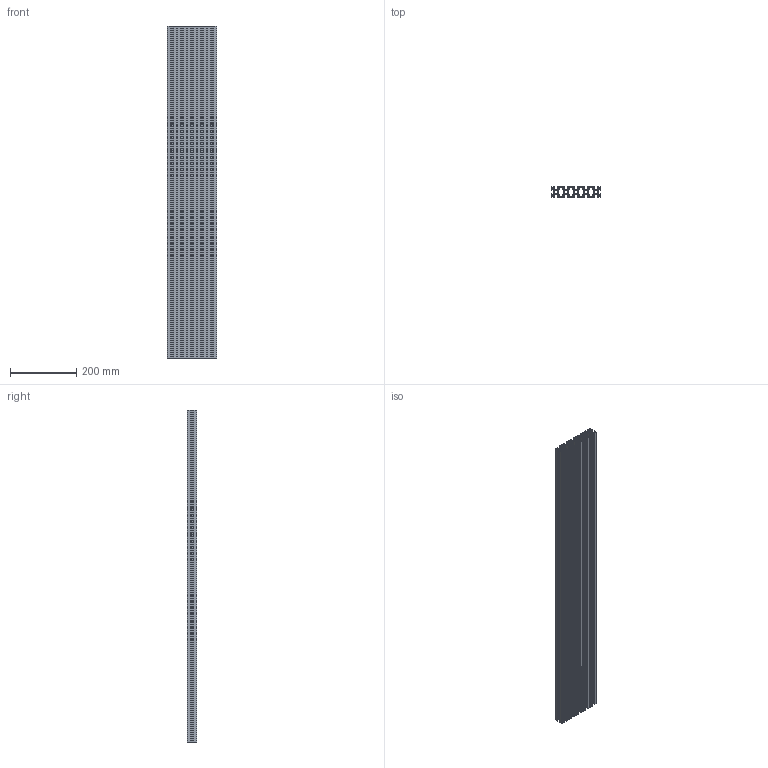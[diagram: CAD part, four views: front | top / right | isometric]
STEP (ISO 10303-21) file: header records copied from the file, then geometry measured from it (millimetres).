
FILE_DESCRIPTION (( 'STEP AP214' ), '1' );
FILE_NAME ('3315 Êîíñòðóêöèîííûé ïðîôèëü 30õ150.STEP', '2023-06-16T14:50:02', ( '' ), ( '' ), 'SwSTEP 2.0', 'SolidWorks 2022', '' );
FILE_SCHEMA (( 'AUTOMOTIVE_DESIGN' ));
Length unit declared in the file: millimetre
Products named in the file (1): 3315 Конструкционный профиль 30х150
Bounding box: 150 x 30 x 1000 mm (x, y, z)
Volume: 1261081.7 mm3; surface area: 1265892.5 mm2
Topology: 1 solids, 1 shells, 510 faces, 1524 edges, 1016 vertices
Faces by surface type: plane 290, cylinder 220
Entity records: 17314 total; most frequent: CARTESIAN_POINT 3051, ORIENTED_EDGE 3048, DIRECTION 2986, EDGE_CURVE 1524, LINE 1084, VECTOR 1084, VERTEX_POINT 1016, AXIS2_PLACEMENT_3D 951
